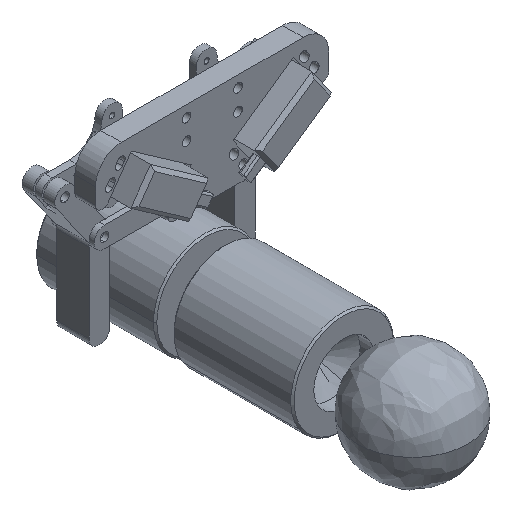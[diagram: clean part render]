
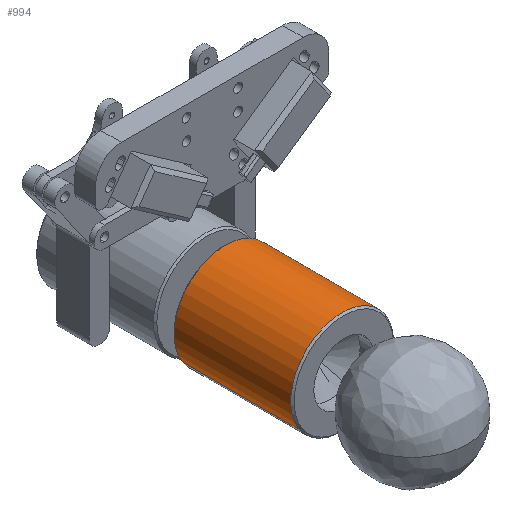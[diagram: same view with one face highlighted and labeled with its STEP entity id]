
A CAD part, isometric view. The second image highlights one B-rep face of the part: STEP entity #994.
In plain terms, the highlighted cylindrical face has radius 30 mm (diameter 60 mm), a partial arc.
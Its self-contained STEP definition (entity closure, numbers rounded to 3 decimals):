
#244 = CIRCLE ( 'NONE', #5221, 30. ) ;
#257 = VERTEX_POINT ( 'NONE', #3973 ) ;
#412 = VECTOR ( 'NONE', #5826, 1000. ) ;
#501 = ORIENTED_EDGE ( 'NONE', *, *, #7502, .T. ) ;
#584 = CARTESIAN_POINT ( 'NONE',  ( -30., 0., 0. ) ) ;
#659 = VERTEX_POINT ( 'NONE', #7410 ) ;
#768 = DIRECTION ( 'NONE',  ( 0., 0., 1. ) ) ;
#994 = ADVANCED_FACE ( 'NONE', ( #6396 ), #6027, .T. ) ;
#1341 = AXIS2_PLACEMENT_3D ( 'NONE', #1787, #4117, #5394 ) ;
#1379 = DIRECTION ( 'NONE',  ( 1., 0., 0. ) ) ;
#1481 = ORIENTED_EDGE ( 'NONE', *, *, #1533, .F. ) ;
#1533 = EDGE_CURVE ( 'NONE', #659, #2350, #2494, .T. ) ;
#1787 = CARTESIAN_POINT ( 'NONE',  ( 0., 0., 69. ) ) ;
#2350 = VERTEX_POINT ( 'NONE', #7142 ) ;
#2494 = LINE ( 'NONE', #4309, #3955 ) ;
#2888 = ORIENTED_EDGE ( 'NONE', *, *, #4005, .T. ) ;
#3035 = EDGE_CURVE ( 'NONE', #257, #3524, #6364, .T. ) ;
#3277 = CARTESIAN_POINT ( 'NONE',  ( 0., 0., 1. ) ) ;
#3524 = VERTEX_POINT ( 'NONE', #4160 ) ;
#3672 = ORIENTED_EDGE ( 'NONE', *, *, #3035, .T. ) ;
#3791 = CARTESIAN_POINT ( 'NONE',  ( 0., 0., 0. ) ) ;
#3866 = DIRECTION ( 'NONE',  ( 1., 0., 0. ) ) ;
#3955 = VECTOR ( 'NONE', #768, 1000. ) ;
#3973 = CARTESIAN_POINT ( 'NONE',  ( -30., 0., 1. ) ) ;
#4005 = EDGE_CURVE ( 'NONE', #3524, #2350, #6987, .T. ) ;
#4117 = DIRECTION ( 'NONE',  ( 0., 0., -1. ) ) ;
#4160 = CARTESIAN_POINT ( 'NONE',  ( -30., 0., 69. ) ) ;
#4291 = EDGE_LOOP ( 'NONE', ( #501, #3672, #2888, #1481 ) ) ;
#4309 = CARTESIAN_POINT ( 'NONE',  ( 30., 0., 0. ) ) ;
#5103 = AXIS2_PLACEMENT_3D ( 'NONE', #3791, #7316, #1379 ) ;
#5221 = AXIS2_PLACEMENT_3D ( 'NONE', #3277, #7438, #3866 ) ;
#5394 = DIRECTION ( 'NONE',  ( 1., 0., 0. ) ) ;
#5826 = DIRECTION ( 'NONE',  ( 0., 0., 1. ) ) ;
#6027 = CYLINDRICAL_SURFACE ( 'NONE', #5103, 30. ) ;
#6364 = LINE ( 'NONE', #584, #412 ) ;
#6396 = FACE_OUTER_BOUND ( 'NONE', #4291, .T. ) ;
#6987 = CIRCLE ( 'NONE', #1341, 30. ) ;
#7142 = CARTESIAN_POINT ( 'NONE',  ( 30., 0., 69. ) ) ;
#7316 = DIRECTION ( 'NONE',  ( 0., 0., 1. ) ) ;
#7410 = CARTESIAN_POINT ( 'NONE',  ( 30., 0., 1. ) ) ;
#7438 = DIRECTION ( 'NONE',  ( 0., 0., 1. ) ) ;
#7502 = EDGE_CURVE ( 'NONE', #659, #257, #244, .T. ) ;
